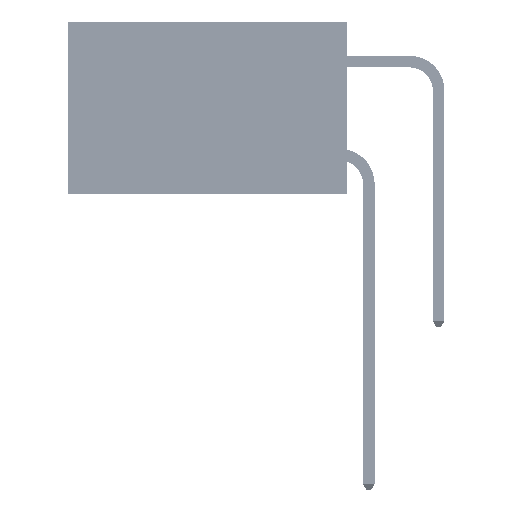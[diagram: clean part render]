
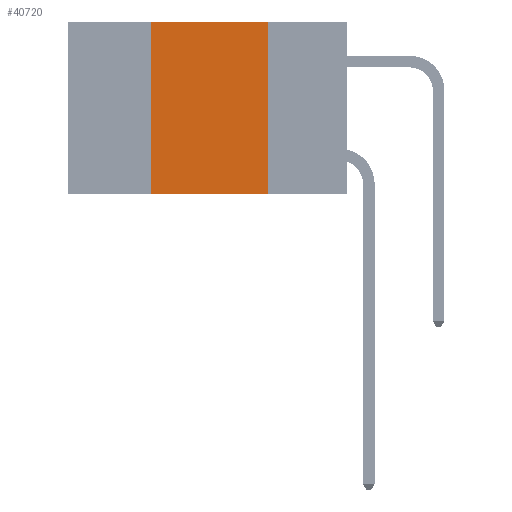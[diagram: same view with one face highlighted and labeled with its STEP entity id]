
A CAD part, left-side view. The second image highlights one B-rep face of the part: STEP entity #40720.
In plain terms, the highlighted planar face has unit normal (-1, 0, 0).
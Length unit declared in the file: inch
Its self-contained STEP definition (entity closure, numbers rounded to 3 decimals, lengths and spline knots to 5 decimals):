
#2023 = VECTOR ( 'NONE', #29208, 39.37008 ) ;
#2130 = EDGE_CURVE ( 'NONE', #2281, #43431, #23362, .T. ) ;
#2281 = VERTEX_POINT ( 'NONE', #46437 ) ;
#2716 = DIRECTION ( 'NONE',  ( 0., 0., 1. ) ) ;
#7191 = LINE ( 'NONE', #35066, #44340 ) ;
#9367 = EDGE_CURVE ( 'NONE', #43431, #40575, #7191, .T. ) ;
#12650 = CARTESIAN_POINT ( 'NONE',  ( 0., 0.42, 0. ) ) ;
#13063 = EDGE_CURVE ( 'NONE', #2281, #28120, #46468, .T. ) ;
#13181 = EDGE_CURVE ( 'NONE', #40575, #28120, #47069, .T. ) ;
#14094 = DIRECTION ( 'NONE',  ( 0., 0., -1. ) ) ;
#18298 = ORIENTED_EDGE ( 'NONE', *, *, #13181, .F. ) ;
#19667 = DIRECTION ( 'NONE',  ( 0., -1., 0. ) ) ;
#21234 = FACE_OUTER_BOUND ( 'NONE', #43925, .T. ) ;
#21763 = DIRECTION ( 'NONE',  ( 1., 0., 0. ) ) ;
#22131 = VECTOR ( 'NONE', #2716, 39.37008 ) ;
#23362 = LINE ( 'NONE', #33343, #22131 ) ;
#27066 = DIRECTION ( 'NONE',  ( 0., -1., 0. ) ) ;
#28120 = VERTEX_POINT ( 'NONE', #40590 ) ;
#29208 = DIRECTION ( 'NONE',  ( 0., 0., -1. ) ) ;
#29260 = ORIENTED_EDGE ( 'NONE', *, *, #9367, .F. ) ;
#33178 = CARTESIAN_POINT ( 'NONE',  ( 0., 0.6, 0. ) ) ;
#33343 = CARTESIAN_POINT ( 'NONE',  ( 0., 0.42, 0. ) ) ;
#35066 = CARTESIAN_POINT ( 'NONE',  ( 0., 0.6, 0. ) ) ;
#35343 = CARTESIAN_POINT ( 'NONE',  ( 0., 0.6, -0.37 ) ) ;
#36440 = CARTESIAN_POINT ( 'NONE',  ( 0., 0.17, 0. ) ) ;
#40575 = VERTEX_POINT ( 'NONE', #36440 ) ;
#40590 = CARTESIAN_POINT ( 'NONE',  ( 0., 0.17, -0.37 ) ) ;
#40720 = ADVANCED_FACE ( 'NONE', ( #21234 ), #45396, .F. ) ;
#42240 = VECTOR ( 'NONE', #19667, 39.37008 ) ;
#42539 = ORIENTED_EDGE ( 'NONE', *, *, #13063, .T. ) ;
#43431 = VERTEX_POINT ( 'NONE', #12650 ) ;
#43925 = EDGE_LOOP ( 'NONE', ( #18298, #29260, #46921, #42539 ) ) ;
#44340 = VECTOR ( 'NONE', #27066, 39.37008 ) ;
#45396 = PLANE ( 'NONE',  #48013 ) ;
#46437 = CARTESIAN_POINT ( 'NONE',  ( 0., 0.42, -0.37 ) ) ;
#46468 = LINE ( 'NONE', #35343, #42240 ) ;
#46921 = ORIENTED_EDGE ( 'NONE', *, *, #2130, .F. ) ;
#47069 = LINE ( 'NONE', #49044, #2023 ) ;
#48013 = AXIS2_PLACEMENT_3D ( 'NONE', #33178, #21763, #14094 ) ;
#49044 = CARTESIAN_POINT ( 'NONE',  ( 0., 0.17, 0. ) ) ;
